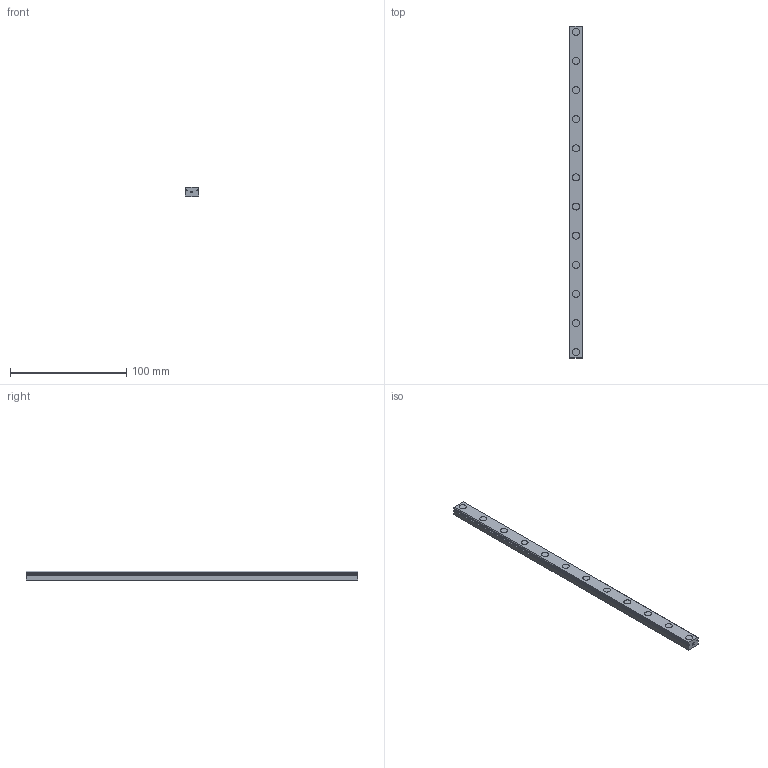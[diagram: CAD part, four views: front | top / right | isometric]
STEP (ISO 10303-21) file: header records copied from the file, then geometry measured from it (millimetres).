
FILE_DESCRIPTION(('STEP AP214'),'1');
FILE_NAME('cctmp_E45195F9-37E4-47FA-B885-DDFCC5D98348_2021_02_18_15_36_51_0505..stp','2021-02-18T14:36:51',('HIWIN GmbH'),('CADClick - www.CADClick.com'),'Spatial InterOp 3D',' ','unknown authorization');
FILE_SCHEMA(('AUTOMOTIVE_DESIGN'));
Length unit declared in the file: millimetre
Products named in the file (1): MGNR12R285CM_FILE
Bounding box: 12 x 285 x 8 mm (x, y, z)
Volume: 24321.2 mm3; surface area: 14414.2 mm2
Topology: 1 solids, 1 shells, 203 faces, 483 edges, 322 vertices
Faces by surface type: plane 115, cylinder 88
Entity records: 7561 total; most frequent: DIRECTION 1067, CARTESIAN_POINT 1009, ORIENTED_EDGE 966, EDGE_CURVE 483, AXIS2_PLACEMENT_3D 380, VERTEX_POINT 322, LINE 307, VECTOR 307
